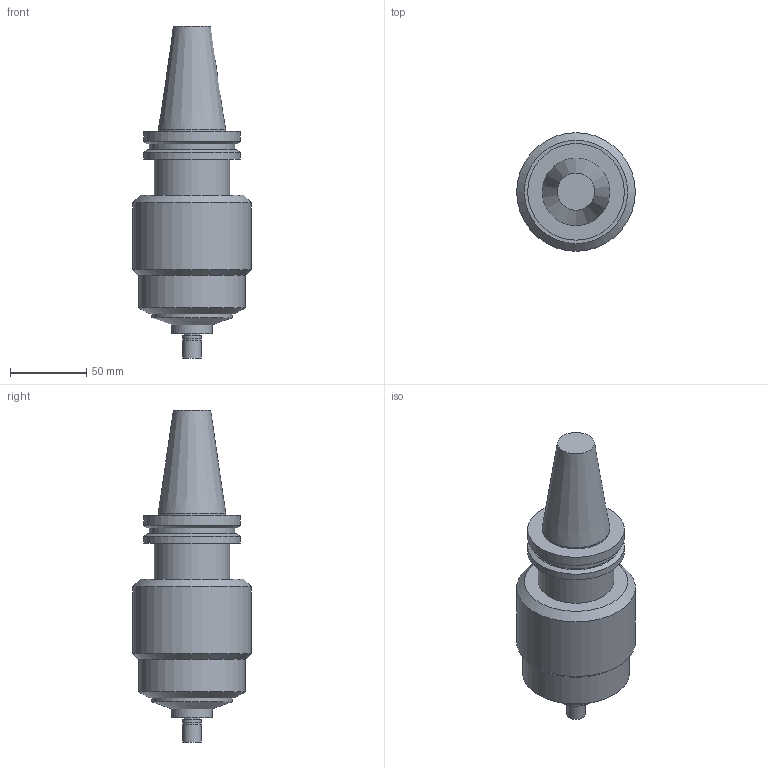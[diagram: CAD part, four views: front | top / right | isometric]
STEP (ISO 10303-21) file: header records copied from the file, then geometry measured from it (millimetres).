
FILE_DESCRIPTION((''),'1');
FILE_NAME('BDV40-RBX7C-4S-150.stp','2020-08-21T00:46:43',(''),(''),'Spatial Interop R21 SP3','Kubotek KeyCreator 2011 V10.0.2 (22737)',' ');
FILE_SCHEMA(('automotive_design'));
Length unit declared in the file: millimetre
Products named in the file (1): Unnamed[1]
Bounding box: 78 x 78 x 218.4 mm (x, y, z)
Volume: 525425.2 mm3; surface area: 44882.9 mm2
Topology: 1 solids, 1 shells, 30 faces, 49 edges, 29 vertices
Faces by surface type: cylinder 12, plane 10, cone 8
Full cylindrical faces by diameter (mm): 10.5 x1, 12 x1, 12.2 x1, 27 x1, 44.45 x1, 49.6 x1, 53 x1, 56.25 x1, 63.55 x2, 70 x1, 78 x1
Entity records: 1127 total; most frequent: DIRECTION 120, PRESENTATION_STYLE_ASSIGNMENT 91, COLOUR_RGB 91, CARTESIAN_POINT 89, STYLED_ITEM 60, AXIS2_PLACEMENT_3D 60, CURVE_STYLE 60, DRAUGHTING_PRE_DEFINED_CURVE_FONT 60
